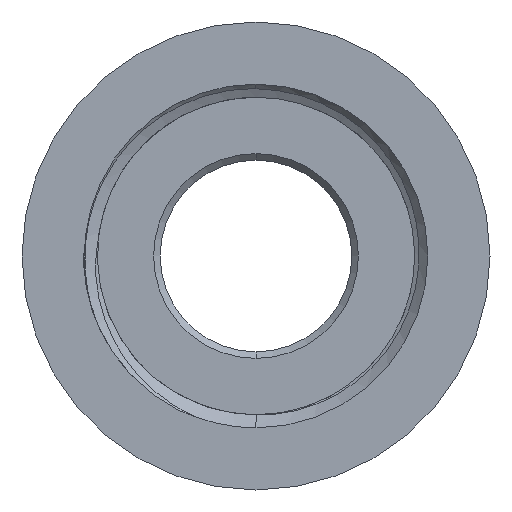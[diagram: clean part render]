
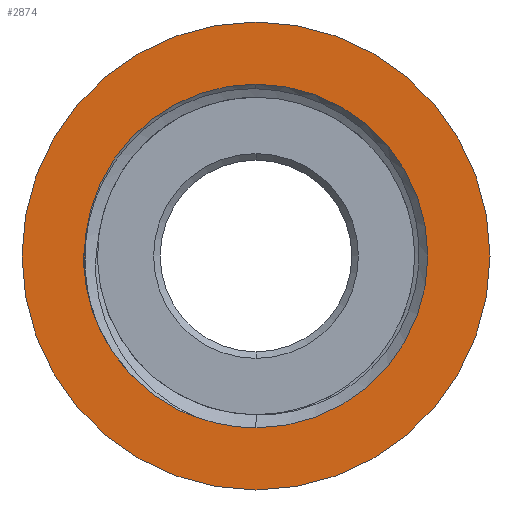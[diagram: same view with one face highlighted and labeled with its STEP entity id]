
A CAD part, left-side view. The second image highlights one B-rep face of the part: STEP entity #2874.
In plain terms, the highlighted planar face has unit normal (-1, 0, 0).
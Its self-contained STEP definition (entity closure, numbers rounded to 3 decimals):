
#110 = EDGE_LOOP ( 'NONE', ( #2765, #766, #671, #1071, #3419, #3878 ) ) ;
#226 = CARTESIAN_POINT ( 'NONE',  ( 0., 12.132, -4.905 ) ) ;
#348 = CARTESIAN_POINT ( 'NONE',  ( 0., 4.571, -12.17 ) ) ;
#354 = EDGE_CURVE ( 'NONE', #4920, #1870, #980, .T. ) ;
#375 = CARTESIAN_POINT ( 'NONE',  ( 0., 12.531, -3.634 ) ) ;
#468 = CARTESIAN_POINT ( 'NONE',  ( 0., 0., -17.7 ) ) ;
#630 = CARTESIAN_POINT ( 'NONE',  ( 0., 0., 0. ) ) ;
#671 = ORIENTED_EDGE ( 'NONE', *, *, #354, .T. ) ;
#734 = EDGE_CURVE ( 'NONE', #1149, #5214, #4302, .T. ) ;
#766 = ORIENTED_EDGE ( 'NONE', *, *, #5071, .T. ) ;
#830 = CARTESIAN_POINT ( 'NONE',  ( 0., 12.636, -3.172 ) ) ;
#895 = CIRCLE ( 'NONE', #3755, 13. ) ;
#917 = AXIS2_PLACEMENT_3D ( 'NONE', #1745, #4656, #2140 ) ;
#937 = DIRECTION ( 'NONE',  ( 0., 0., 1. ) ) ;
#952 = DIRECTION ( 'NONE',  ( 1., 0., 0. ) ) ;
#980 = CIRCLE ( 'NONE', #2454, 13. ) ;
#1071 = ORIENTED_EDGE ( 'NONE', *, *, #2319, .T. ) ;
#1081 = DIRECTION ( 'NONE',  ( 1., 0., 0. ) ) ;
#1118 = CARTESIAN_POINT ( 'NONE',  ( 0., 0., 0. ) ) ;
#1136 = EDGE_CURVE ( 'NONE', #5214, #1149, #3836, .T. ) ;
#1149 = VERTEX_POINT ( 'NONE', #1839 ) ;
#1206 = AXIS2_PLACEMENT_3D ( 'NONE', #4177, #2023, #5064 ) ;
#1290 = DIRECTION ( 'NONE',  ( 0., 0., 1. ) ) ;
#1336 = CARTESIAN_POINT ( 'NONE',  ( 0., 5.434, -11.861 ) ) ;
#1348 = VERTEX_POINT ( 'NONE', #4431 ) ;
#1444 = CIRCLE ( 'NONE', #2253, 13. ) ;
#1459 = EDGE_CURVE ( 'NONE', #5061, #2121, #1444, .T. ) ;
#1514 = ORIENTED_EDGE ( 'NONE', *, *, #734, .T. ) ;
#1588 = CARTESIAN_POINT ( 'NONE',  ( 0., 5.855, -11.671 ) ) ;
#1745 = CARTESIAN_POINT ( 'NONE',  ( 0., 0., 0. ) ) ;
#1839 = CARTESIAN_POINT ( 'NONE',  ( 0., 0., 17.7 ) ) ;
#1870 = VERTEX_POINT ( 'NONE', #2650 ) ;
#1896 = EDGE_CURVE ( 'NONE', #2121, #1348, #3018, .T. ) ;
#1941 = CARTESIAN_POINT ( 'NONE',  ( 0., 8.7, -9.775 ) ) ;
#1988 = CARTESIAN_POINT ( 'NONE',  ( 0., 6.622, -11.287 ) ) ;
#2003 = DIRECTION ( 'NONE',  ( 0., 0., 1. ) ) ;
#2023 = DIRECTION ( 'NONE',  ( -1., 0., 0. ) ) ;
#2049 = CARTESIAN_POINT ( 'NONE',  ( 0., 5.855, -11.671 ) ) ;
#2121 = VERTEX_POINT ( 'NONE', #4306 ) ;
#2140 = DIRECTION ( 'NONE',  ( 0., 0., 1. ) ) ;
#2147 = CARTESIAN_POINT ( 'NONE',  ( 0., 12.4, -4.091 ) ) ;
#2253 = AXIS2_PLACEMENT_3D ( 'NONE', #3985, #4555, #1290 ) ;
#2319 = EDGE_CURVE ( 'NONE', #1870, #5061, #895, .T. ) ;
#2355 = CARTESIAN_POINT ( 'NONE',  ( 0., 10.443, -7.885 ) ) ;
#2454 = AXIS2_PLACEMENT_3D ( 'NONE', #630, #1081, #4000 ) ;
#2461 = CARTESIAN_POINT ( 'NONE',  ( 0., 5.006, -12.027 ) ) ;
#2465 = PLANE ( 'NONE',  #3815 ) ;
#2650 = CARTESIAN_POINT ( 'NONE',  ( 0., 0., 13. ) ) ;
#2677 = CARTESIAN_POINT ( 'NONE',  ( 0., 0., 0. ) ) ;
#2700 = B_SPLINE_CURVE_WITH_KNOTS ( 'NONE', 3,
 ( #5387, #375, #830, #3753 ),
 .UNSPECIFIED., .F., .F.,
 ( 4, 4 ),
 ( 0., 0.001 ),
 .UNSPECIFIED. ) ;
#2764 = B_SPLINE_CURVE_WITH_KNOTS ( 'NONE', 3,
 ( #1588, #1988, #4440, #1941, #4859, #2355, #5250, #2784, #226, #3207 ),
 .UNSPECIFIED., .F., .F.,
 ( 4, 2, 2, 2, 4 ),
 ( 0., 0.003, 0.005, 0.008, 0.01 ),
 .UNSPECIFIED. ) ;
#2765 = ORIENTED_EDGE ( 'NONE', *, *, #4102, .T. ) ;
#2784 = CARTESIAN_POINT ( 'NONE',  ( 0., 11.784, -5.69 ) ) ;
#2861 = CARTESIAN_POINT ( 'NONE',  ( 0., 12.715, -2.706 ) ) ;
#2874 = ADVANCED_FACE ( 'NONE', ( #4319, #3287 ), #2465, .T. ) ;
#2911 = CARTESIAN_POINT ( 'NONE',  ( 0., 0., -13. ) ) ;
#2960 = ORIENTED_EDGE ( 'NONE', *, *, #1136, .T. ) ;
#3018 = B_SPLINE_CURVE_WITH_KNOTS ( 'NONE', 3,
 ( #348, #2461, #1336, #2049 ),
 .UNSPECIFIED., .F., .F.,
 ( 4, 4 ),
 ( 0.005, 0.006 ),
 .UNSPECIFIED. ) ;
#3173 = DIRECTION ( 'NONE',  ( -1., 0., 0. ) ) ;
#3207 = CARTESIAN_POINT ( 'NONE',  ( 0., 12.4, -4.091 ) ) ;
#3224 = EDGE_LOOP ( 'NONE', ( #1514, #2960 ) ) ;
#3287 = FACE_BOUND ( 'NONE', #110, .T. ) ;
#3419 = ORIENTED_EDGE ( 'NONE', *, *, #1459, .T. ) ;
#3753 = CARTESIAN_POINT ( 'NONE',  ( 0., 12.715, -2.706 ) ) ;
#3755 = AXIS2_PLACEMENT_3D ( 'NONE', #1118, #952, #937 ) ;
#3815 = AXIS2_PLACEMENT_3D ( 'NONE', #2677, #3173, #2003 ) ;
#3836 = CIRCLE ( 'NONE', #1206, 17.7 ) ;
#3878 = ORIENTED_EDGE ( 'NONE', *, *, #1896, .T. ) ;
#3985 = CARTESIAN_POINT ( 'NONE',  ( 0., 0., 0. ) ) ;
#4000 = DIRECTION ( 'NONE',  ( 0., 0., 1. ) ) ;
#4102 = EDGE_CURVE ( 'NONE', #1348, #4351, #2764, .T. ) ;
#4177 = CARTESIAN_POINT ( 'NONE',  ( 0., 0., 0. ) ) ;
#4302 = CIRCLE ( 'NONE', #917, 17.7 ) ;
#4306 = CARTESIAN_POINT ( 'NONE',  ( 0., 4.571, -12.17 ) ) ;
#4319 = FACE_OUTER_BOUND ( 'NONE', #3224, .T. ) ;
#4351 = VERTEX_POINT ( 'NONE', #2147 ) ;
#4431 = CARTESIAN_POINT ( 'NONE',  ( 0., 5.855, -11.671 ) ) ;
#4440 = CARTESIAN_POINT ( 'NONE',  ( 0., 7.347, -10.828 ) ) ;
#4555 = DIRECTION ( 'NONE',  ( 1., 0., 0. ) ) ;
#4656 = DIRECTION ( 'NONE',  ( -1., 0., 0. ) ) ;
#4859 = CARTESIAN_POINT ( 'NONE',  ( 0., 9.325, -9.18 ) ) ;
#4920 = VERTEX_POINT ( 'NONE', #2861 ) ;
#5061 = VERTEX_POINT ( 'NONE', #2911 ) ;
#5064 = DIRECTION ( 'NONE',  ( 0., 0., 1. ) ) ;
#5071 = EDGE_CURVE ( 'NONE', #4351, #4920, #2700, .T. ) ;
#5214 = VERTEX_POINT ( 'NONE', #468 ) ;
#5250 = CARTESIAN_POINT ( 'NONE',  ( 0., 10.939, -7.181 ) ) ;
#5387 = CARTESIAN_POINT ( 'NONE',  ( 0., 12.4, -4.091 ) ) ;
